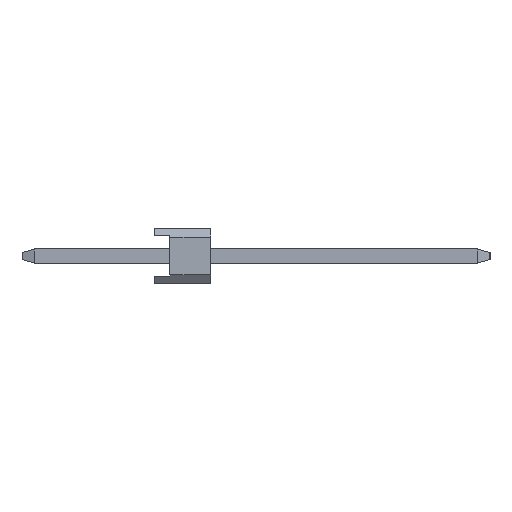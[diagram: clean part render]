
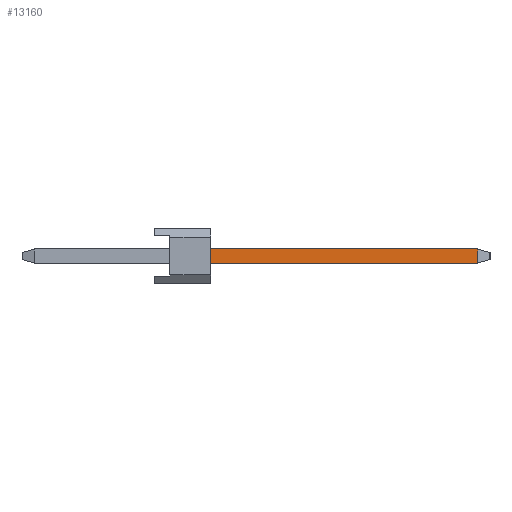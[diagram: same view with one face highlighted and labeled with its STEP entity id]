
A CAD part, left-side view. The second image highlights one B-rep face of the part: STEP entity #13160.
In plain terms, the highlighted planar face has unit normal (-1, 0, 0).
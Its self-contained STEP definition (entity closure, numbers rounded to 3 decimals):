
#6802=VERTEX_POINT('',#18019);
#7826=VERTEX_POINT('',#19145);
#11358=EDGE_CURVE('',#6802,#7826,#23035,.T.);
#11524=EDGE_CURVE('',#12008,#13420,#23213,.T.);
#12008=VERTEX_POINT('',#23741);
#13160=ADVANCED_FACE('',(#25050),#25051,.T.);
#13420=VERTEX_POINT('',#25334);
#15094=EDGE_CURVE('',#13420,#6802,#27198,.T.);
#15710=EDGE_CURVE('',#7826,#12008,#27870,.T.);
#18019=CARTESIAN_POINT('',(-44.77,-14.594,-0.32));
#19145=CARTESIAN_POINT('',(-44.77,-2.54,-0.32));
#23035=LINE('',#38063,#38064);
#23213=LINE('',#38321,#38322);
#23741=CARTESIAN_POINT('',(-44.77,-2.54,0.32));
#25050=FACE_OUTER_BOUND('',#40941,.T.);
#25051=PLANE('',#40942);
#25334=CARTESIAN_POINT('',(-44.77,-14.594,0.32));
#27198=LINE('',#44072,#44073);
#27870=LINE('',#45084,#45085);
#38063=CARTESIAN_POINT('',(-44.77,5.414,-0.32));
#38064=VECTOR('',#52846,1.0);
#38321=CARTESIAN_POINT('',(-44.77,-4.59,0.32));
#38322=VECTOR('',#52988,1.0);
#40941=EDGE_LOOP('',(#55179,#55180,#55181,#55182));
#40942=AXIS2_PLACEMENT_3D('',#55183,#55184,#55185);
#44072=CARTESIAN_POINT('',(-44.77,-14.594,0.5));
#44073=VECTOR('',#57555,1.0);
#45084=CARTESIAN_POINT('',(-44.77,-2.54,0.252));
#45085=VECTOR('',#58185,1.0);
#52846=DIRECTION('',(0.,1.0,0.));
#52988=DIRECTION('',(0.,-1.0,0.));
#55179=ORIENTED_EDGE('',*,*,#15710,.F.);
#55180=ORIENTED_EDGE('',*,*,#11358,.F.);
#55181=ORIENTED_EDGE('',*,*,#15094,.F.);
#55182=ORIENTED_EDGE('',*,*,#11524,.F.);
#55183=CARTESIAN_POINT('',(-44.77,5.414,0.5));
#55184=DIRECTION('',(-1.0,0.,0.));
#55185=DIRECTION('',(0.,1.0,0.));
#57555=DIRECTION('',(0.0,0.,-1.0));
#58185=DIRECTION('',(0.,0.,1.0));
